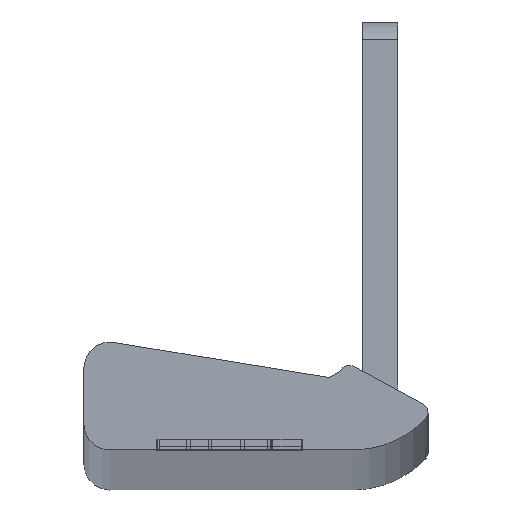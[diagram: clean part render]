
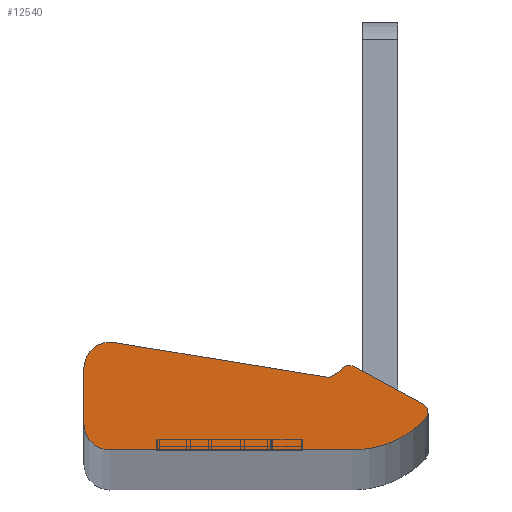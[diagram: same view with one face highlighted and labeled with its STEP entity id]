
A CAD part, top view. The second image highlights one B-rep face of the part: STEP entity #12540.
In plain terms, the highlighted planar face has unit normal (0, 0, 1).
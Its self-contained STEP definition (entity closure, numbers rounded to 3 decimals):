
#11007=CARTESIAN_POINT('',(10.481,3.089,-1.));
#11008=CARTESIAN_POINT('',(10.547,3.079,-1.));
#11009=CARTESIAN_POINT('',(10.67,3.09,
-1.));
#11010=CARTESIAN_POINT('',(10.835,3.189,
-1.));
#11011=CARTESIAN_POINT('',(10.901,3.291,
-1.));
#11012=CARTESIAN_POINT('',(10.923,3.354,
-1.));
#11017=CARTESIAN_POINT('',(11.301,3.225,
-1.));
#11018=DIRECTION('',(0.,0.,-1.));
#11019=DIRECTION('',(-0.946,0.325,0.));
#11020=AXIS2_PLACEMENT_3D('',#11017,#11018,#11019);
#11025=DIRECTION('',(0.879,-0.476,0.));
#11026=VECTOR('',#11025,3.409);
#11027=CARTESIAN_POINT('',(11.493,3.576,
-1.));
#11028=LINE('',#11027,#11026);
#11032=CARTESIAN_POINT('',(14.3,1.6,-1.));
#11033=DIRECTION('',(0.,0.,-1.));
#11034=DIRECTION('',(0.476,0.879,0.));
#11035=AXIS2_PLACEMENT_3D('',#11032,#11033,#11034);
#11040=CARTESIAN_POINT('',(11.486,4.3,-1.));
#11041=DIRECTION('',(0.,0.,-1.));
#11042=DIRECTION('',(0.722,-0.692,0.));
#11043=AXIS2_PLACEMENT_3D('',#11040,#11041,#11042);
#11048=DIRECTION('',(-1.,0.,0.));
#11049=VECTOR('',#11048,10.386);
#11050=CARTESIAN_POINT('',(11.486,0.,
-1.));
#11051=LINE('',#11050,#11049);
#11055=CARTESIAN_POINT('',(1.1,1.1,
-1.));
#11056=DIRECTION('',(0.,0.,-1.));
#11057=DIRECTION('',(0.,-1.,0.));
#11058=AXIS2_PLACEMENT_3D('',#11055,#11056,#11057);
#11063=DIRECTION('',(0.,1.,0.));
#11064=VECTOR('',#11063,2.411);
#11065=CARTESIAN_POINT('',(0.,1.1,
-1.));
#11066=LINE('',#11065,#11064);
#11070=CARTESIAN_POINT('',(1.1,3.504,-1.));
#11071=DIRECTION('',(0.,0.,-1.));
#11072=DIRECTION('',(-1.,0.006,0.));
#11073=AXIS2_PLACEMENT_3D('',#11070,#11071,#11072);
#11078=DIRECTION('',(0.987,-0.161,0.));
#11079=VECTOR('',#11078,9.325);
#11080=CARTESIAN_POINT('',(1.277,4.59,-1.));
#11081=LINE('',#11080,#11079);
#12218=CARTESIAN_POINT('',(14.491,1.952,
-1.));
#12219=VERTEX_POINT('',#12218);
#12220=CARTESIAN_POINT('',(11.493,3.576,
-1.));
#12221=VERTEX_POINT('',#12220);
#12236=CARTESIAN_POINT('',(10.923,3.354,
-1.));
#12237=VERTEX_POINT('',#12236);
#12238=VERTEX_POINT('',#11007);
#12239=CARTESIAN_POINT('',(14.589,1.323,
-1.));
#12240=VERTEX_POINT('',#12239);
#12241=CARTESIAN_POINT('',(11.486,0.,-1.));
#12242=VERTEX_POINT('',#12241);
#12243=CARTESIAN_POINT('',(1.1,0.,
-1.));
#12244=VERTEX_POINT('',#12243);
#12245=CARTESIAN_POINT('',(0.,1.1,
-1.));
#12246=VERTEX_POINT('',#12245);
#12247=CARTESIAN_POINT('',(0.,3.511,
-1.));
#12248=VERTEX_POINT('',#12247);
#12249=CARTESIAN_POINT('',(1.277,4.59,-1.));
#12250=VERTEX_POINT('',#12249);
#12515=CARTESIAN_POINT('',(6.385,1.875,
-1.));
#12516=DIRECTION('',(0.,0.,1.));
#12517=DIRECTION('',(0.,-1.,0.));
#12518=AXIS2_PLACEMENT_3D('',#12515,#12516,#12517);
#12519=PLANE('',#12518);
#12521=ORIENTED_EDGE('',*,*,#12520,.T.);
#12522=ORIENTED_EDGE('',*,*,#12500,.T.);
#12523=ORIENTED_EDGE('',*,*,#12446,.T.);
#12525=ORIENTED_EDGE('',*,*,#12524,.T.);
#12527=ORIENTED_EDGE('',*,*,#12526,.T.);
#12529=ORIENTED_EDGE('',*,*,#12528,.T.);
#12531=ORIENTED_EDGE('',*,*,#12530,.T.);
#12533=ORIENTED_EDGE('',*,*,#12532,.T.);
#12535=ORIENTED_EDGE('',*,*,#12534,.T.);
#12537=ORIENTED_EDGE('',*,*,#12536,.T.);
#12538=EDGE_LOOP('',(#12521,#12522,#12523,#12525,#12527,#12529,#12531,#12533,
#12535,#12537));
#12539=FACE_OUTER_BOUND('',#12538,.F.);
#11013=B_SPLINE_CURVE_WITH_KNOTS('',3,(#11007,#11008,#11009,#11010,#11011,
#11012),.UNSPECIFIED.,.F.,.F.,(4,1,1,4),(0.,0.333,
0.667,1.),.UNSPECIFIED.);
#11021=CIRCLE('',#11020,0.4);
#11036=CIRCLE('',#11035,0.4);
#11044=CIRCLE('',#11043,4.3);
#11059=CIRCLE('',#11058,1.1);
#11074=CIRCLE('',#11073,1.1);
#12446=EDGE_CURVE('',#12221,#12219,#11028,.T.);
#12500=EDGE_CURVE('',#12237,#12221,#11021,.T.);
#12520=EDGE_CURVE('',#12238,#12237,#11013,.T.);
#12524=EDGE_CURVE('',#12219,#12240,#11036,.T.);
#12526=EDGE_CURVE('',#12240,#12242,#11044,.T.);
#12528=EDGE_CURVE('',#12242,#12244,#11051,.T.);
#12530=EDGE_CURVE('',#12244,#12246,#11059,.T.);
#12532=EDGE_CURVE('',#12246,#12248,#11066,.T.);
#12534=EDGE_CURVE('',#12248,#12250,#11074,.T.);
#12536=EDGE_CURVE('',#12250,#12238,#11081,.T.);
#12540=ADVANCED_FACE('',(#12539),#12519,.T.);
